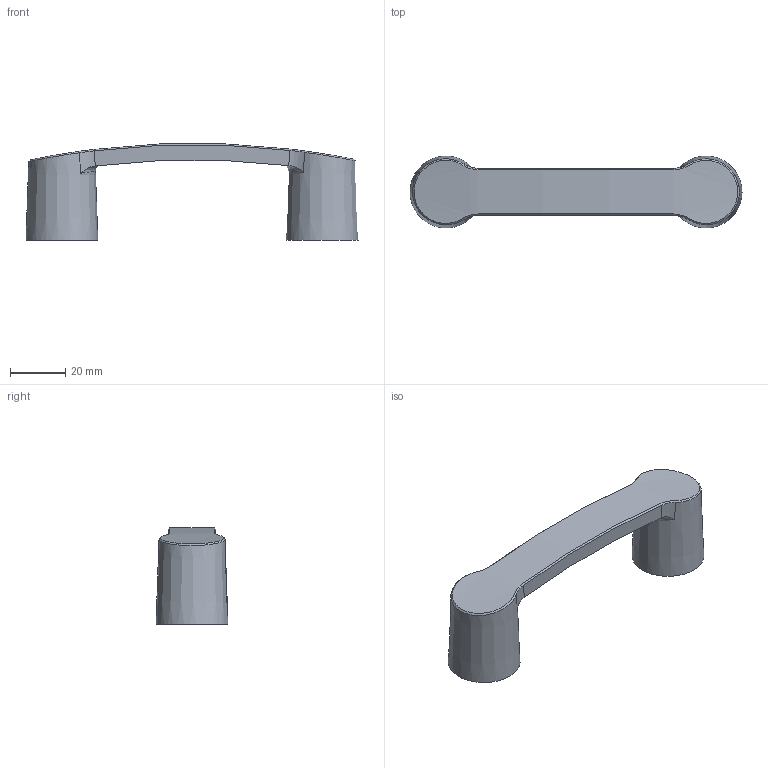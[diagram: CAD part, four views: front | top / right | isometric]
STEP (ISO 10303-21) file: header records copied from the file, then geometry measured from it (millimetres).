
FILE_DESCRIPTION(/* description */ (''),/* implementation_level */ '2;1');
FILE_NAME(/* name */ '140015',/* time_stamp */ '2014-10-06T13:26:05+02:00',/* author */ (''),/* organization */ (''),/* preprocessor_version */ 'ST-DEVELOPER v14',/* originating_system */ 'HiCAD 2013 1802.4 Build 509',/* authorisation */ '');
FILE_SCHEMA (('AUTOMOTIVE_DESIGN { 1 0 10303 214 1 1 1 1 }'));
Length unit declared in the file: millimetre
Products named in the file (2): Root; 140015Designgreep, L = 120BOIKON
Assembly tree (1 placements, depth 2):
  Root
    140015Designgreep, L = 120BOIKON
Bounding box: 119.98 x 26 x 34.78 mm (x, y, z)
Volume: 37282.8 mm3; surface area: 10194.8 mm2
Topology: 1 solids, 1 shells, 30 faces, 76 edges, 49 vertices
Faces by surface type: bspline 12, cone 10, plane 4, cylinder 4
Full cylindrical faces by diameter (mm): 6.5 x2
Entity records: 2479 total; most frequent: CARTESIAN_POINT 1325, PRESENTATION_STYLE_ASSIGNMENT 129, COLOUR_RGB 129, DRAUGHTING_PRE_DEFINED_CURVE_FONT 128, CURVE_STYLE 128, OVER_RIDING_STYLED_ITEM 128, ORIENTED_EDGE 128, DIRECTION 67
